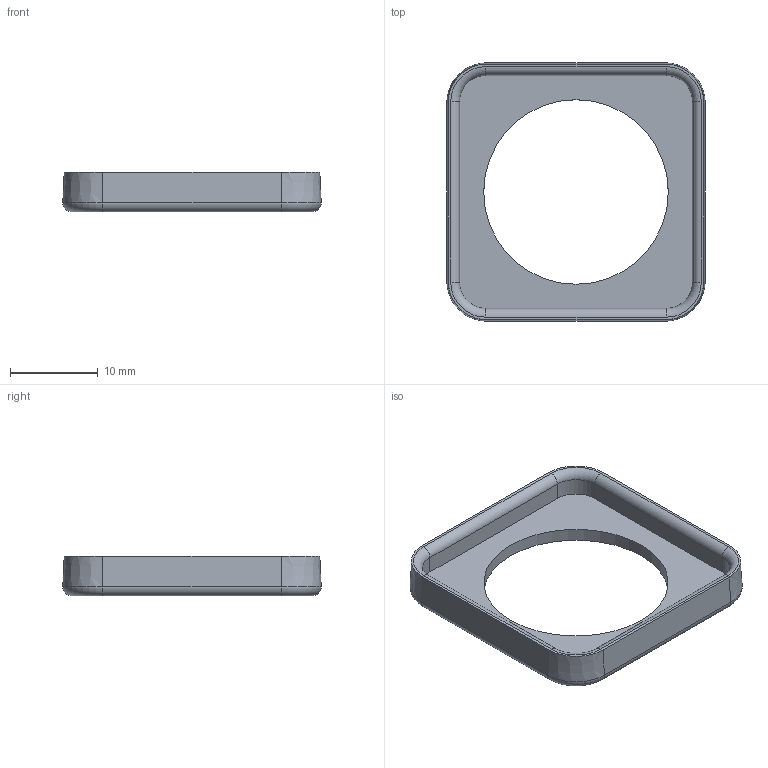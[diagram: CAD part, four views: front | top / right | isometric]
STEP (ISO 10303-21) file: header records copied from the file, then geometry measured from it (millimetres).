
FILE_DESCRIPTION(/* description */ (''),/* implementation_level */ '2;1');
FILE_NAME(/* name */ '16 8114 000 001_01-Dichtung.stp',/* time_stamp */ '2017-07-14T10:57:51+02:00',/* author */ (''),/* organization */ (''),/* preprocessor_version */ 'ST-DEVELOPER v16',/* originating_system */ 'SIEMENS PLM Software NX 11.0',/* authorisation */ '');
FILE_SCHEMA (('AUTOMOTIVE_DESIGN { 1 0 10303 214 3 1 1 1 }'));
Length unit declared in the file: millimetre
Products named in the file (1): smag25BC3F182i8p
Bounding box: 29.41 x 29.41 x 4.5 mm (x, y, z)
Volume: 1134.2 mm3; surface area: 1788.5 mm2
Topology: 1 solids, 1 shells, 36 faces, 83 edges, 50 vertices
Faces by surface type: cylinder 13, plane 11, torus 8, cone 4
Full cylindrical faces by diameter (mm): 21 x1
Entity records: 1052 total; most frequent: DIRECTION 198, CARTESIAN_POINT 169, ORIENTED_EDGE 164, EDGE_CURVE 82, AXIS2_PLACEMENT_3D 79, VERTEX_POINT 50, CIRCLE 42, EDGE_LOOP 40
